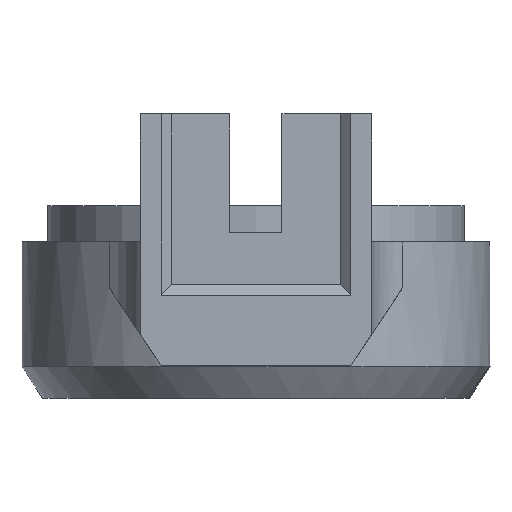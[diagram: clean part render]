
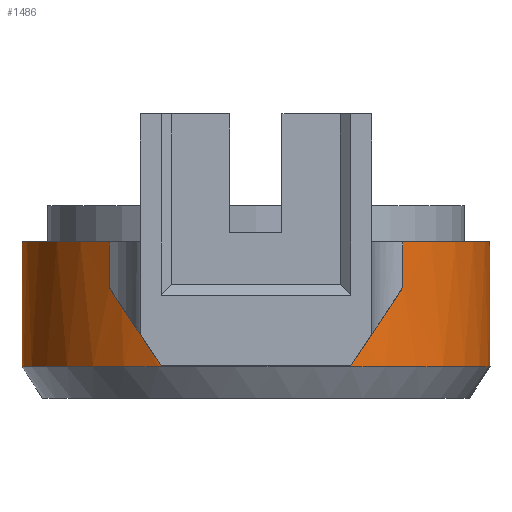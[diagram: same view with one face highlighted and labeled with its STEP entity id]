
A CAD part, left-side view. The second image highlights one B-rep face of the part: STEP entity #1486.
In plain terms, the highlighted cylindrical face has radius 22.5 mm (diameter 45 mm), a full revolution.
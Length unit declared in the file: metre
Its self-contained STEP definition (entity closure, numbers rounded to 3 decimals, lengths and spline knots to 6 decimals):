
#22=ELLIPSE('',#1599,0.040562,0.0225);
#23=ELLIPSE('',#1600,0.040562,0.0225);
#31=CYLINDRICAL_SURFACE('',#1597,0.0225);
#139=LINE('',#2359,#278);
#140=LINE('',#2361,#279);
#278=VECTOR('',#1865,1.);
#279=VECTOR('',#1868,1.);
#478=ORIENTED_EDGE('',*,*,#851,.F.);
#479=ORIENTED_EDGE('',*,*,#852,.F.);
#480=ORIENTED_EDGE('',*,*,#850,.F.);
#481=ORIENTED_EDGE('',*,*,#853,.F.);
#482=ORIENTED_EDGE('',*,*,#792,.T.);
#483=ORIENTED_EDGE('',*,*,#854,.F.);
#484=ORIENTED_EDGE('',*,*,#855,.F.);
#792=EDGE_CURVE('',#993,#992,#1112,.T.);
#850=EDGE_CURVE('',#1038,#1037,#139,.T.);
#851=EDGE_CURVE('',#1039,#1040,#140,.T.);
#852=EDGE_CURVE('',#1037,#1039,#1118,.T.);
#853=EDGE_CURVE('',#993,#1038,#22,.T.);
#854=EDGE_CURVE('',#1040,#992,#23,.T.);
#855=EDGE_CURVE('',#1041,#1041,#1119,.T.);
#992=VERTEX_POINT('',#2241);
#993=VERTEX_POINT('',#2243);
#1037=VERTEX_POINT('',#2356);
#1038=VERTEX_POINT('',#2358);
#1039=VERTEX_POINT('',#2362);
#1040=VERTEX_POINT('',#2363);
#1041=VERTEX_POINT('',#2368);
#1112=CIRCLE('',#1577,0.0225);
#1118=CIRCLE('',#1598,0.0225);
#1119=CIRCLE('',#1601,0.0225);
#1198=EDGE_LOOP('',(#478,#479,#480,#481,#482,#483));
#1199=EDGE_LOOP('',(#484));
#1321=FACE_BOUND('',#1198,.T.);
#1322=FACE_BOUND('',#1199,.T.);
#1486=ADVANCED_FACE('',(#1321,#1322),#31,.T.);
#1577=AXIS2_PLACEMENT_3D('',#2242,#1774,#1775);
#1597=AXIS2_PLACEMENT_3D('',#2360,#1866,#1867);
#1598=AXIS2_PLACEMENT_3D('',#2364,#1869,#1870);
#1599=AXIS2_PLACEMENT_3D('',#2365,#1871,#1872);
#1600=AXIS2_PLACEMENT_3D('',#2366,#1873,#1874);
#1601=AXIS2_PLACEMENT_3D('',#2367,#1875,#1876);
#1774=DIRECTION('',(0.,0.,-1.));
#1775=DIRECTION('',(-1.,0.,0.));
#1865=DIRECTION('',(0.,0.,1.));
#1866=DIRECTION('',(0.,0.,1.));
#1867=DIRECTION('',(-1.,0.,0.));
#1868=DIRECTION('',(0.,0.,-1.));
#1869=DIRECTION('',(0.,0.,1.));
#1870=DIRECTION('',(-1.,0.,0.));
#1871=DIRECTION('',(0.,0.832,0.555));
#1872=DIRECTION('',(0.,-0.555,0.832));
#1873=DIRECTION('',(0.,-0.832,0.555));
#1874=DIRECTION('',(0.,-0.555,-0.832));
#1875=DIRECTION('',(0.,0.,-1.));
#1876=DIRECTION('',(1.,0.,0.));
#2241=CARTESIAN_POINT('',(-0.020578,0.0091,0.0031));
#2242=CARTESIAN_POINT('',(0.,0.,0.0031));
#2243=CARTESIAN_POINT('',(-0.020578,-0.0091,0.0031));
#2356=CARTESIAN_POINT('',(-0.017542,-0.01409,0.015));
#2358=CARTESIAN_POINT('',(-0.017542,-0.01409,0.010585));
#2359=CARTESIAN_POINT('',(-0.017542,-0.01409,0.));
#2360=CARTESIAN_POINT('',(0.,0.,0.));
#2361=CARTESIAN_POINT('',(-0.017542,0.01409,0.));
#2362=CARTESIAN_POINT('',(-0.017542,0.01409,0.015));
#2363=CARTESIAN_POINT('',(-0.017542,0.01409,0.010585));
#2364=CARTESIAN_POINT('',(0.,0.,0.015));
#2365=CARTESIAN_POINT('',(0.,0.,-0.01055));
#2366=CARTESIAN_POINT('',(0.,0.,-0.01055));
#2367=CARTESIAN_POINT('',(0.,0.,0.003));
#2368=CARTESIAN_POINT('',(0.0225,0.,0.003));
